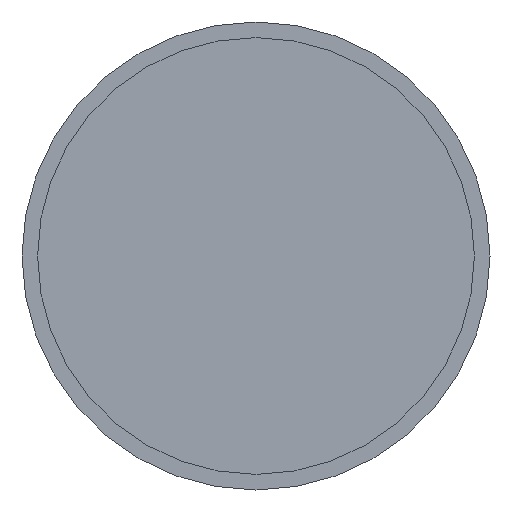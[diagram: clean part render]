
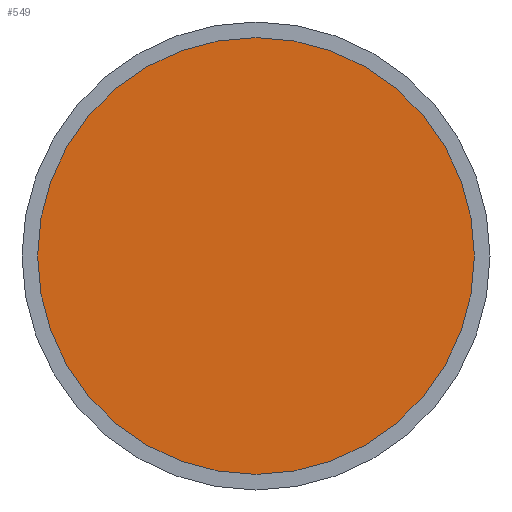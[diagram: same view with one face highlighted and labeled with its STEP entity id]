
A CAD part, front view. The second image highlights one B-rep face of the part: STEP entity #549.
In plain terms, the highlighted planar face has unit normal (0, -1, 0).
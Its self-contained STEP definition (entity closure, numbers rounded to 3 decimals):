
#126=FACE_OUTER_BOUND('',#173,.T.);
#173=EDGE_LOOP('',(#466));
#217=CIRCLE('',#645,14.);
#265=VERTEX_POINT('',#998);
#331=EDGE_CURVE('',#265,#265,#217,.T.);
#466=ORIENTED_EDGE('',*,*,#331,.T.);
#480=PLANE('',#646);
#549=ADVANCED_FACE('',(#126),#480,.T.);
#645=AXIS2_PLACEMENT_3D('',#999,#821,#822);
#646=AXIS2_PLACEMENT_3D('',#1001,#824,#825);
#821=DIRECTION('center_axis',(0.,-1.,0.));
#822=DIRECTION('ref_axis',(1.,0.,0.));
#824=DIRECTION('center_axis',(0.,-1.,0.));
#825=DIRECTION('ref_axis',(0.,0.,-1.));
#998=CARTESIAN_POINT('',(-14.,-15.,0.));
#999=CARTESIAN_POINT('Origin',(0.,-15.,0.));
#1001=CARTESIAN_POINT('Origin',(7.,-15.,0.));
